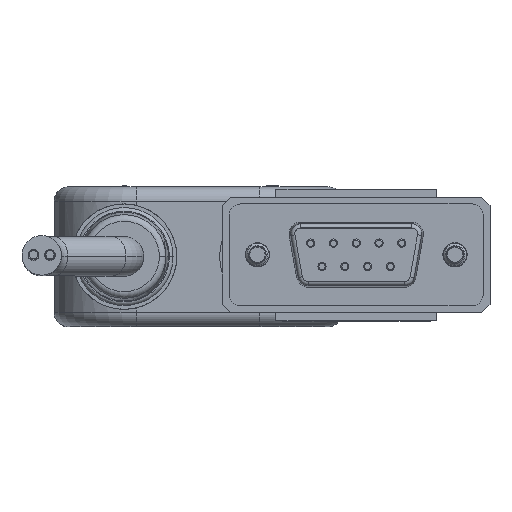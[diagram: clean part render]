
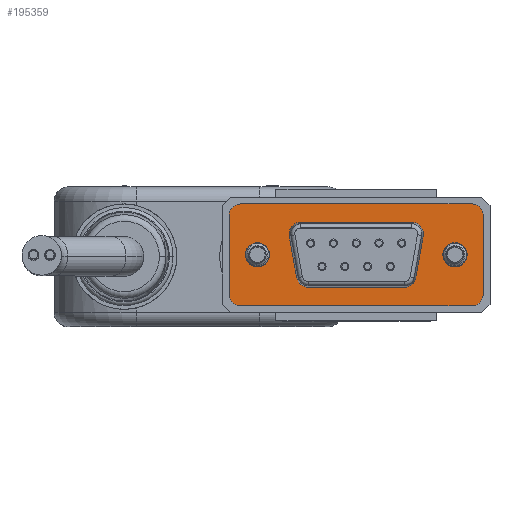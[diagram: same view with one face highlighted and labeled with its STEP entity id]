
A CAD part, top view. The second image highlights one B-rep face of the part: STEP entity #195359.
In plain terms, the highlighted planar face has unit normal (0, 0, 1).
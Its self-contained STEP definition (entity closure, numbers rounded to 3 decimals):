
#63195=CARTESIAN_POINT('',(5.25,4.7,123.1));
#63196=DIRECTION('',(0.,0.,1.));
#63197=DIRECTION('',(0.,1.,0.));
#63198=AXIS2_PLACEMENT_3D('',#63195,#63196,#63197);
#63200=DIRECTION('',(-1.,0.,0.));
#63201=VECTOR('',#63200,27.9);
#63202=CARTESIAN_POINT('',(33.15,6.2,123.1));
#63203=LINE('',#63202,#63201);
#63204=CARTESIAN_POINT('',(33.15,4.7,123.1));
#63205=DIRECTION('',(0.,0.,1.));
#63206=DIRECTION('',(1.,0.,0.));
#63207=AXIS2_PLACEMENT_3D('',#63204,#63205,#63206);
#63209=DIRECTION('',(0.,1.,0.));
#63210=VECTOR('',#63209,9.4);
#63211=CARTESIAN_POINT('',(34.65,-4.7,123.1));
#63212=LINE('',#63211,#63210);
#63213=CARTESIAN_POINT('',(33.15,-4.7,123.1));
#63214=DIRECTION('',(0.,0.,1.));
#63215=DIRECTION('',(0.,-1.,0.));
#63216=AXIS2_PLACEMENT_3D('',#63213,#63214,#63215);
#63218=DIRECTION('',(1.,0.,0.));
#63219=VECTOR('',#63218,27.9);
#63220=CARTESIAN_POINT('',(5.25,-6.2,123.1));
#63221=LINE('',#63220,#63219);
#63222=CARTESIAN_POINT('',(5.25,-4.7,123.1));
#63223=DIRECTION('',(0.,0.,1.));
#63224=DIRECTION('',(-1.,0.,0.));
#63225=AXIS2_PLACEMENT_3D('',#63222,#63223,#63224);
#63227=DIRECTION('',(0.,-1.,0.));
#63228=VECTOR('',#63227,9.4);
#63229=CARTESIAN_POINT('',(3.75,4.7,123.1));
#63230=LINE('',#63229,#63228);
#63231=CARTESIAN_POINT('',(7.2,0.,123.1));
#63232=DIRECTION('',(0.,0.,1.));
#63233=DIRECTION('',(0.,1.,0.));
#63234=AXIS2_PLACEMENT_3D('',#63231,#63232,#63233);
#63236=CARTESIAN_POINT('',(7.2,0.,123.1));
#63237=DIRECTION('',(0.,0.,1.));
#63238=DIRECTION('',(0.,-1.,0.));
#63239=AXIS2_PLACEMENT_3D('',#63236,#63237,#63238);
#63241=CARTESIAN_POINT('',(31.2,0.,123.1));
#63242=DIRECTION('',(0.,0.,1.));
#63243=DIRECTION('',(0.,1.,0.));
#63244=AXIS2_PLACEMENT_3D('',#63241,#63242,#63243);
#63246=CARTESIAN_POINT('',(31.2,0.,123.1));
#63247=DIRECTION('',(0.,0.,1.));
#63248=DIRECTION('',(0.,-1.,0.));
#63249=AXIS2_PLACEMENT_3D('',#63246,#63247,#63248);
#63251=CARTESIAN_POINT('',(25.047,-2.545,123.1));
#63252=DIRECTION('',(0.,0.,1.));
#63253=DIRECTION('',(0.,-1.,0.));
#63254=AXIS2_PLACEMENT_3D('',#63251,#63252,#63253);
#63256=DIRECTION('',(-0.174,-0.985,0.));
#63257=VECTOR('',#63256,5.169);
#63258=CARTESIAN_POINT('',(27.336,2.3,123.1));
#63259=LINE('',#63258,#63257);
#63260=CARTESIAN_POINT('',(25.945,2.545,123.1));
#63261=DIRECTION('',(0.,0.,1.));
#63262=DIRECTION('',(0.985,-0.174,0.));
#63263=AXIS2_PLACEMENT_3D('',#63260,#63261,#63262);
#63265=DIRECTION('',(1.,0.,0.));
#63266=VECTOR('',#63265,13.49);
#63267=CARTESIAN_POINT('',(12.455,3.957,123.1));
#63268=LINE('',#63267,#63266);
#63269=CARTESIAN_POINT('',(12.455,2.545,123.1));
#63270=DIRECTION('',(0.,0.,1.));
#63271=DIRECTION('',(0.,1.,0.));
#63272=AXIS2_PLACEMENT_3D('',#63269,#63270,#63271);
#63274=DIRECTION('',(-0.174,0.985,0.));
#63275=VECTOR('',#63274,5.169);
#63276=CARTESIAN_POINT('',(11.962,-2.79,123.1));
#63277=LINE('',#63276,#63275);
#63278=CARTESIAN_POINT('',(13.353,-2.545,123.1));
#63279=DIRECTION('',(0.,0.,1.));
#63280=DIRECTION('',(-0.985,-0.174,0.));
#63281=AXIS2_PLACEMENT_3D('',#63278,#63279,#63280);
#63283=DIRECTION('',(-1.,0.,0.));
#63284=VECTOR('',#63283,11.695);
#63285=CARTESIAN_POINT('',(25.047,-3.957,123.1));
#63286=LINE('',#63285,#63284);
#85984=CARTESIAN_POINT('',(5.25,6.2,123.1));
#85985=CARTESIAN_POINT('',(3.75,4.7,123.1));
#85986=VERTEX_POINT('',#85984);
#85987=VERTEX_POINT('',#85985);
#85988=CARTESIAN_POINT('',(3.75,-4.7,123.1));
#85989=VERTEX_POINT('',#85988);
#85990=CARTESIAN_POINT('',(5.25,-6.2,123.1));
#85991=VERTEX_POINT('',#85990);
#85992=CARTESIAN_POINT('',(33.15,-6.2,123.1));
#85993=VERTEX_POINT('',#85992);
#85994=CARTESIAN_POINT('',(34.65,-4.7,123.1));
#85995=VERTEX_POINT('',#85994);
#85996=CARTESIAN_POINT('',(34.65,4.7,123.1));
#85997=VERTEX_POINT('',#85996);
#85998=CARTESIAN_POINT('',(33.15,6.2,123.1));
#85999=VERTEX_POINT('',#85998);
#86016=CARTESIAN_POINT('',(7.2,1.475,123.1));
#86017=CARTESIAN_POINT('',(7.2,-1.475,123.1));
#86018=VERTEX_POINT('',#86016);
#86019=VERTEX_POINT('',#86017);
#86020=CARTESIAN_POINT('',(31.2,1.475,123.1));
#86021=CARTESIAN_POINT('',(31.2,-1.475,123.1));
#86022=VERTEX_POINT('',#86020);
#86023=VERTEX_POINT('',#86021);
#86024=CARTESIAN_POINT('',(12.455,3.957,123.1));
#86025=CARTESIAN_POINT('',(11.064,2.3,123.1));
#86026=VERTEX_POINT('',#86024);
#86027=VERTEX_POINT('',#86025);
#86028=CARTESIAN_POINT('',(11.962,-2.79,123.1));
#86029=VERTEX_POINT('',#86028);
#86030=CARTESIAN_POINT('',(25.945,3.957,123.1));
#86031=VERTEX_POINT('',#86030);
#86032=CARTESIAN_POINT('',(13.353,-3.957,123.1));
#86033=VERTEX_POINT('',#86032);
#86034=CARTESIAN_POINT('',(27.336,2.3,123.1));
#86035=VERTEX_POINT('',#86034);
#86036=CARTESIAN_POINT('',(25.047,-3.957,123.1));
#86037=VERTEX_POINT('',#86036);
#86038=CARTESIAN_POINT('',(26.438,-2.79,123.1));
#86039=VERTEX_POINT('',#86038);
#195314=CARTESIAN_POINT('',(19.2,0.,123.1));
#195315=DIRECTION('',(0.,0.,1.));
#195316=DIRECTION('',(0.,1.,0.));
#195317=AXIS2_PLACEMENT_3D('',#195314,#195315,#195316);
#195318=PLANE('',#195317);
#195319=ORIENTED_EDGE('',*,*,#195210,.F.);
#195320=ORIENTED_EDGE('',*,*,#195225,.F.);
#195321=ORIENTED_EDGE('',*,*,#195239,.F.);
#195322=ORIENTED_EDGE('',*,*,#195253,.F.);
#195323=ORIENTED_EDGE('',*,*,#195267,.F.);
#195324=ORIENTED_EDGE('',*,*,#195281,.F.);
#195325=ORIENTED_EDGE('',*,*,#195295,.F.);
#195326=ORIENTED_EDGE('',*,*,#195308,.F.);
#195327=EDGE_LOOP('',(#195319,#195320,#195321,#195322,#195323,#195324,#195325,
#195326));
#195328=FACE_OUTER_BOUND('',#195327,.F.);
#195330=ORIENTED_EDGE('',*,*,#195329,.T.);
#195332=ORIENTED_EDGE('',*,*,#195331,.T.);
#195333=EDGE_LOOP('',(#195330,#195332));
#195334=FACE_BOUND('',#195333,.F.);
#195336=ORIENTED_EDGE('',*,*,#195335,.T.);
#195338=ORIENTED_EDGE('',*,*,#195337,.T.);
#195339=EDGE_LOOP('',(#195336,#195338));
#195340=FACE_BOUND('',#195339,.F.);
#195342=ORIENTED_EDGE('',*,*,#195341,.T.);
#195344=ORIENTED_EDGE('',*,*,#195343,.F.);
#195346=ORIENTED_EDGE('',*,*,#195345,.T.);
#195348=ORIENTED_EDGE('',*,*,#195347,.F.);
#195350=ORIENTED_EDGE('',*,*,#195349,.T.);
#195352=ORIENTED_EDGE('',*,*,#195351,.F.);
#195354=ORIENTED_EDGE('',*,*,#195353,.T.);
#195356=ORIENTED_EDGE('',*,*,#195355,.F.);
#195357=EDGE_LOOP('',(#195342,#195344,#195346,#195348,#195350,#195352,#195354,
#195356));
#195358=FACE_BOUND('',#195357,.F.);
#195359=ADVANCED_FACE('',(#195328,#195334,#195340,#195358),#195318,.T.);
#63199=CIRCLE('',#63198,1.5);
#63208=CIRCLE('',#63207,1.5);
#63217=CIRCLE('',#63216,1.5);
#63226=CIRCLE('',#63225,1.5);
#63235=CIRCLE('',#63234,1.475);
#63240=CIRCLE('',#63239,1.475);
#63245=CIRCLE('',#63244,1.475);
#63250=CIRCLE('',#63249,1.475);
#63255=CIRCLE('',#63254,1.412);
#63264=CIRCLE('',#63263,1.412);
#63273=CIRCLE('',#63272,1.412);
#63282=CIRCLE('',#63281,1.412);
#195210=EDGE_CURVE('',#85986,#85987,#63199,.T.);
#195225=EDGE_CURVE('',#85999,#85986,#63203,.T.);
#195239=EDGE_CURVE('',#85997,#85999,#63208,.T.);
#195253=EDGE_CURVE('',#85995,#85997,#63212,.T.);
#195267=EDGE_CURVE('',#85993,#85995,#63217,.T.);
#195281=EDGE_CURVE('',#85991,#85993,#63221,.T.);
#195295=EDGE_CURVE('',#85989,#85991,#63226,.T.);
#195308=EDGE_CURVE('',#85987,#85989,#63230,.T.);
#195329=EDGE_CURVE('',#86018,#86019,#63235,.T.);
#195331=EDGE_CURVE('',#86019,#86018,#63240,.T.);
#195335=EDGE_CURVE('',#86022,#86023,#63245,.T.);
#195337=EDGE_CURVE('',#86023,#86022,#63250,.T.);
#195341=EDGE_CURVE('',#86037,#86039,#63255,.T.);
#195343=EDGE_CURVE('',#86035,#86039,#63259,.T.);
#195345=EDGE_CURVE('',#86035,#86031,#63264,.T.);
#195347=EDGE_CURVE('',#86026,#86031,#63268,.T.);
#195349=EDGE_CURVE('',#86026,#86027,#63273,.T.);
#195351=EDGE_CURVE('',#86029,#86027,#63277,.T.);
#195353=EDGE_CURVE('',#86029,#86033,#63282,.T.);
#195355=EDGE_CURVE('',#86037,#86033,#63286,.T.);
